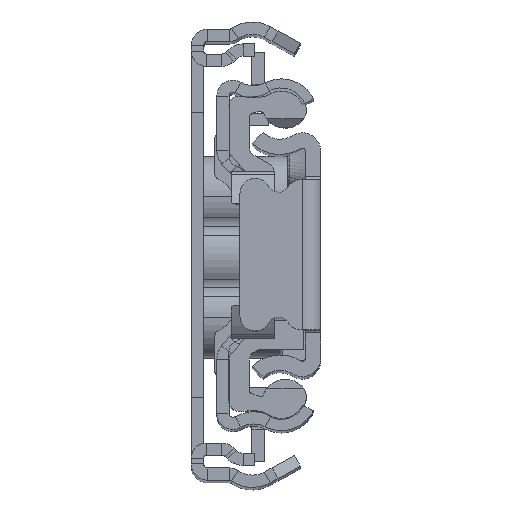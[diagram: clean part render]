
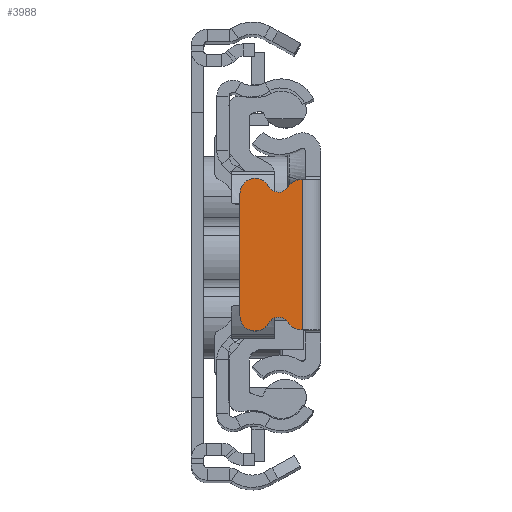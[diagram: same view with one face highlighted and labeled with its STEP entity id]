
A CAD part, top view. The second image highlights one B-rep face of the part: STEP entity #3988.
In plain terms, the highlighted planar face has unit normal (0, 0, 1).
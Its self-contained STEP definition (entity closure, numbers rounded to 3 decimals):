
#43 = CARTESIAN_POINT ( 'NONE',  ( -7.929, -6., 0. ) ) ;
#276 = DIRECTION ( 'NONE',  ( 0., 0., -1. ) ) ;
#381 = VERTEX_POINT ( 'NONE', #11777 ) ;
#590 = DIRECTION ( 'NONE',  ( 0., -1., 0. ) ) ;
#763 = VERTEX_POINT ( 'NONE', #1714 ) ;
#768 = ORIENTED_EDGE ( 'NONE', *, *, #15193, .T. ) ;
#1057 = VECTOR ( 'NONE', #19605, 1000. ) ;
#1315 = CARTESIAN_POINT ( 'NONE',  ( -1.929, 7.37, 0. ) ) ;
#1632 = CARTESIAN_POINT ( 'NONE',  ( -1.929, 5.87, 0. ) ) ;
#1636 = CARTESIAN_POINT ( 'NONE',  ( -1.75, 7.37, 0. ) ) ;
#1714 = CARTESIAN_POINT ( 'NONE',  ( -7.929, 6., 0. ) ) ;
#1751 = CIRCLE ( 'NONE', #20408, 1.5 ) ;
#1797 = ORIENTED_EDGE ( 'NONE', *, *, #8161, .T. ) ;
#1810 = EDGE_CURVE ( 'NONE', #3034, #18807, #6172, .T. ) ;
#1835 = CARTESIAN_POINT ( 'NONE',  ( -4.142, 7.236, 0. ) ) ;
#1943 = EDGE_CURVE ( 'NONE', #3182, #12741, #6225, .T. ) ;
#2639 = DIRECTION ( 'NONE',  ( -1., 0., 0. ) ) ;
#2756 = VERTEX_POINT ( 'NONE', #8709 ) ;
#2804 = DIRECTION ( 'NONE',  ( 0., 0., 1. ) ) ;
#2808 = ORIENTED_EDGE ( 'NONE', *, *, #15809, .F. ) ;
#2979 = CARTESIAN_POINT ( 'NONE',  ( -5.109, 6.713, 0. ) ) ;
#3034 = VERTEX_POINT ( 'NONE', #43 ) ;
#3182 = VERTEX_POINT ( 'NONE', #9503 ) ;
#3673 = CARTESIAN_POINT ( 'NONE',  ( -1.75, 0., 0. ) ) ;
#3988 = ADVANCED_FACE ( 'NONE', ( #4137 ), #12736, .T. ) ;
#4137 = FACE_OUTER_BOUND ( 'NONE', #8110, .T. ) ;
#6172 = CIRCLE ( 'NONE', #10081, 1.5 ) ;
#6225 = LINE ( 'NONE', #6662, #13926 ) ;
#6293 = VERTEX_POINT ( 'NONE', #1636 ) ;
#6662 = CARTESIAN_POINT ( 'NONE',  ( -1.929, -7.37, 0. ) ) ;
#7513 = CARTESIAN_POINT ( 'NONE',  ( -7.929, -6., 0. ) ) ;
#7624 = ORIENTED_EDGE ( 'NONE', *, *, #9302, .T. ) ;
#7663 = DIRECTION ( 'NONE',  ( 0., 0., 1. ) ) ;
#7779 = CARTESIAN_POINT ( 'NONE',  ( -6.429, -6., 0. ) ) ;
#8094 = CIRCLE ( 'NONE', #12644, 1.5 ) ;
#8110 = EDGE_LOOP ( 'NONE', ( #14756, #2808, #1797, #17326, #17100, #7624, #11991, #11566, #768, #12664 ) ) ;
#8161 = EDGE_CURVE ( 'NONE', #19571, #381, #1751, .T. ) ;
#8709 = CARTESIAN_POINT ( 'NONE',  ( -3.206, -6.658, 0. ) ) ;
#9066 = DIRECTION ( 'NONE',  ( 0., 0., -1. ) ) ;
#9242 = AXIS2_PLACEMENT_3D ( 'NONE', #1835, #276, #10122 ) ;
#9302 = EDGE_CURVE ( 'NONE', #763, #3034, #10826, .T. ) ;
#9331 = DIRECTION ( 'NONE',  ( 1., 0., 0. ) ) ;
#9503 = CARTESIAN_POINT ( 'NONE',  ( -1.75, -7.37, 0. ) ) ;
#9728 = CARTESIAN_POINT ( 'NONE',  ( -6.429, 6., 0. ) ) ;
#9928 = AXIS2_PLACEMENT_3D ( 'NONE', #9728, #16443, #13145 ) ;
#10081 = AXIS2_PLACEMENT_3D ( 'NONE', #7779, #14388, #9331 ) ;
#10122 = DIRECTION ( 'NONE',  ( 1., 0., 0. ) ) ;
#10318 = LINE ( 'NONE', #3673, #13490 ) ;
#10378 = AXIS2_PLACEMENT_3D ( 'NONE', #15725, #7663, #15823 ) ;
#10682 = AXIS2_PLACEMENT_3D ( 'NONE', #17858, #9066, #2639 ) ;
#10826 = LINE ( 'NONE', #7513, #19391 ) ;
#11008 = CIRCLE ( 'NONE', #9242, 1.1 ) ;
#11566 = ORIENTED_EDGE ( 'NONE', *, *, #12751, .T. ) ;
#11643 = DIRECTION ( 'NONE',  ( -1., 0., 0. ) ) ;
#11773 = DIRECTION ( 'NONE',  ( 0., 0., 1. ) ) ;
#11777 = CARTESIAN_POINT ( 'NONE',  ( -3.206, 6.658, 0. ) ) ;
#11991 = ORIENTED_EDGE ( 'NONE', *, *, #1810, .T. ) ;
#12385 = CIRCLE ( 'NONE', #10682, 1.1 ) ;
#12644 = AXIS2_PLACEMENT_3D ( 'NONE', #12863, #2804, #21006 ) ;
#12664 = ORIENTED_EDGE ( 'NONE', *, *, #1943, .F. ) ;
#12736 = PLANE ( 'NONE',  #10378 ) ;
#12741 = VERTEX_POINT ( 'NONE', #19619 ) ;
#12751 = EDGE_CURVE ( 'NONE', #18807, #2756, #12385, .T. ) ;
#12863 = CARTESIAN_POINT ( 'NONE',  ( -1.929, -5.87, 0. ) ) ;
#12999 = LINE ( 'NONE', #1315, #1057 ) ;
#13145 = DIRECTION ( 'NONE',  ( -1., 0., 0. ) ) ;
#13284 = EDGE_CURVE ( 'NONE', #381, #20193, #11008, .T. ) ;
#13490 = VECTOR ( 'NONE', #590, 1000. ) ;
#13926 = VECTOR ( 'NONE', #11643, 1000. ) ;
#13947 = CARTESIAN_POINT ( 'NONE',  ( -1.929, 7.37, 0. ) ) ;
#14388 = DIRECTION ( 'NONE',  ( 0., 0., 1. ) ) ;
#14756 = ORIENTED_EDGE ( 'NONE', *, *, #18799, .F. ) ;
#15193 = EDGE_CURVE ( 'NONE', #2756, #12741, #8094, .T. ) ;
#15725 = CARTESIAN_POINT ( 'NONE',  ( 144.071, 0., 0. ) ) ;
#15809 = EDGE_CURVE ( 'NONE', #19571, #6293, #12999, .T. ) ;
#15823 = DIRECTION ( 'NONE',  ( 1., 0., 0. ) ) ;
#16443 = DIRECTION ( 'NONE',  ( 0., 0., 1. ) ) ;
#16882 = EDGE_CURVE ( 'NONE', #20193, #763, #19405, .T. ) ;
#17100 = ORIENTED_EDGE ( 'NONE', *, *, #16882, .T. ) ;
#17326 = ORIENTED_EDGE ( 'NONE', *, *, #13284, .T. ) ;
#17549 = DIRECTION ( 'NONE',  ( 0., -1., 0. ) ) ;
#17858 = CARTESIAN_POINT ( 'NONE',  ( -4.142, -7.236, 0. ) ) ;
#18799 = EDGE_CURVE ( 'NONE', #6293, #3182, #10318, .T. ) ;
#18807 = VERTEX_POINT ( 'NONE', #20426 ) ;
#19391 = VECTOR ( 'NONE', #17549, 1000. ) ;
#19405 = CIRCLE ( 'NONE', #9928, 1.5 ) ;
#19571 = VERTEX_POINT ( 'NONE', #13947 ) ;
#19605 = DIRECTION ( 'NONE',  ( 1., 0., 0. ) ) ;
#19619 = CARTESIAN_POINT ( 'NONE',  ( -1.929, -7.37, 0. ) ) ;
#20133 = DIRECTION ( 'NONE',  ( -1., 0., 0. ) ) ;
#20193 = VERTEX_POINT ( 'NONE', #2979 ) ;
#20408 = AXIS2_PLACEMENT_3D ( 'NONE', #1632, #11773, #20133 ) ;
#20426 = CARTESIAN_POINT ( 'NONE',  ( -5.109, -6.713, 0. ) ) ;
#21006 = DIRECTION ( 'NONE',  ( 1., 0., 0. ) ) ;
